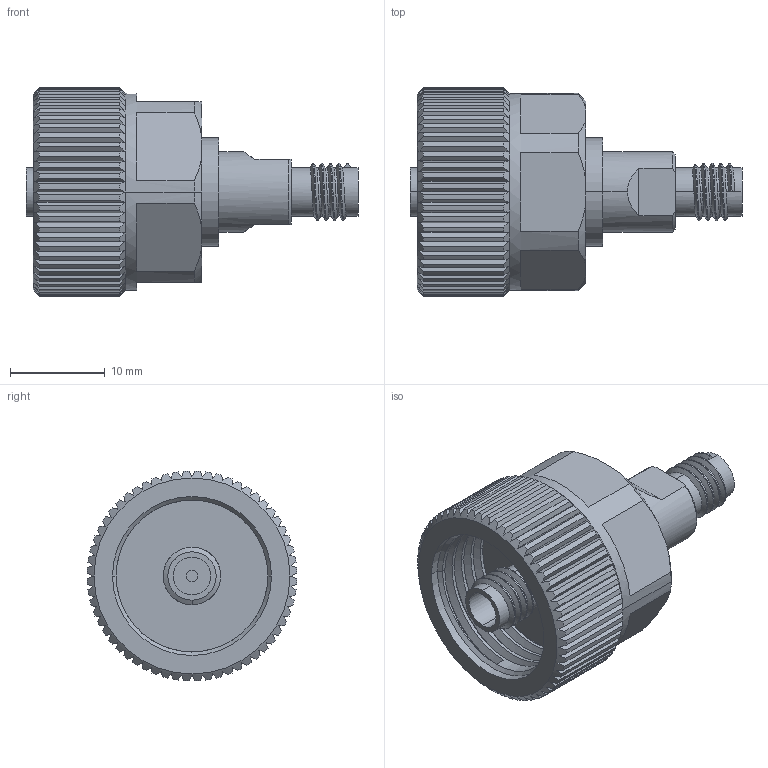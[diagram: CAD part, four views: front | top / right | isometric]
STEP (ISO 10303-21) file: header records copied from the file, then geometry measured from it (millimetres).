
FILE_DESCRIPTION (( 'STEP AP214' ), '1' );
FILE_NAME ('PE9975_3D.STEP', '2021-08-18T17:55:04', ( '' ), ( '' ), 'SwSTEP 2.0', 'SolidWorks 2021', '' );
FILE_SCHEMA (( 'AUTOMOTIVE_DESIGN' ));
Length unit declared in the file: inch
Products named in the file (1): PE9975_3D
Bounding box: 35 x 22.13 x 22.13 mm (x, y, z)
Volume: 5250.1 mm3; surface area: 3587 mm2
Topology: 1 solids, 1 shells, 285 faces, 802 edges, 529 vertices
Faces by surface type: plane 153, cylinder 108, cone 15, bspline 9
Entity records: 11504 total; most frequent: CARTESIAN_POINT 4682, ORIENTED_EDGE 1604, DIRECTION 1210, EDGE_CURVE 802, VERTEX_POINT 529, AXIS2_PLACEMENT_3D 468, EDGE_LOOP 295, FACE_OUTER_BOUND 285
